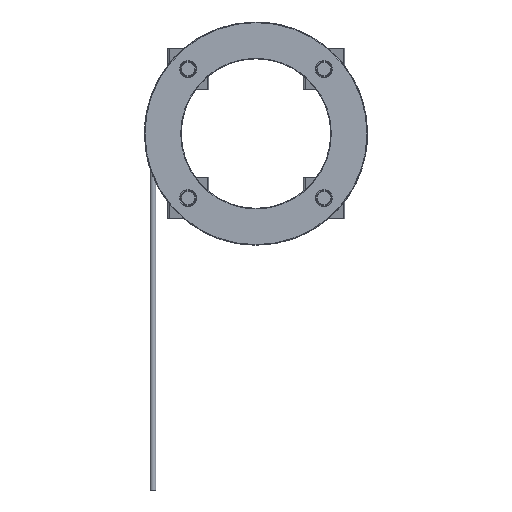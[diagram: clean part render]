
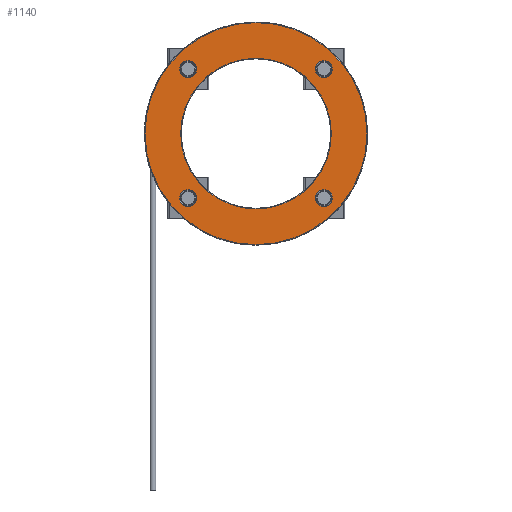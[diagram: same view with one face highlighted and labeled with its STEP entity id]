
A CAD part, front view. The second image highlights one B-rep face of the part: STEP entity #1140.
In plain terms, the highlighted planar face has unit normal (0, -1, 0).
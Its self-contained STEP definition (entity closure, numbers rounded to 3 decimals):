
#104 = EDGE_LOOP ( 'NONE', ( #196, #195 ) ) ;
#105 = ORIENTED_EDGE ( 'NONE', *, *, #126, .T. ) ;
#106 = ORIENTED_EDGE ( 'NONE', *, *, #406, .T. ) ;
#107 = EDGE_LOOP ( 'NONE', ( #106, #105 ) ) ;
#126 = EDGE_CURVE ( 'NONE', #403, #405, #1713, .T. ) ;
#164 = EDGE_CURVE ( 'NONE', #424, #472, #1850, .T. ) ;
#165 = EDGE_CURVE ( 'NONE', #453, #461, #1845, .T. ) ;
#193 = ORIENTED_EDGE ( 'NONE', *, *, #321, .T. ) ;
#194 = EDGE_LOOP ( 'NONE', ( #193, #204 ) ) ;
#195 = ORIENTED_EDGE ( 'NONE', *, *, #1070, .T. ) ;
#196 = ORIENTED_EDGE ( 'NONE', *, *, #1723, .T. ) ;
#198 = ORIENTED_EDGE ( 'NONE', *, *, #165, .T. ) ;
#204 = ORIENTED_EDGE ( 'NONE', *, *, #1840, .T. ) ;
#205 = ORIENTED_EDGE ( 'NONE', *, *, #741, .T. ) ;
#206 = ORIENTED_EDGE ( 'NONE', *, *, #377, .T. ) ;
#207 = EDGE_LOOP ( 'NONE', ( #206, #205 ) ) ;
#208 = ORIENTED_EDGE ( 'NONE', *, *, #471, .T. ) ;
#209 = ORIENTED_EDGE ( 'NONE', *, *, #164, .T. ) ;
#210 = EDGE_LOOP ( 'NONE', ( #209, #208 ) ) ;
#291 = VERTEX_POINT ( 'NONE', #2073 ) ;
#321 = EDGE_CURVE ( 'NONE', #345, #338, #2205, .T. ) ;
#338 = VERTEX_POINT ( 'NONE', #2227 ) ;
#345 = VERTEX_POINT ( 'NONE', #2219 ) ;
#376 = VERTEX_POINT ( 'NONE', #2291 ) ;
#377 = EDGE_CURVE ( 'NONE', #376, #291, #2284, .T. ) ;
#403 = VERTEX_POINT ( 'NONE', #2304 ) ;
#405 = VERTEX_POINT ( 'NONE', #2362 ) ;
#406 = EDGE_CURVE ( 'NONE', #405, #403, #2361, .T. ) ;
#424 = VERTEX_POINT ( 'NONE', #2420 ) ;
#453 = VERTEX_POINT ( 'NONE', #2474 ) ;
#455 = EDGE_CURVE ( 'NONE', #461, #453, #2473, .T. ) ;
#461 = VERTEX_POINT ( 'NONE', #2521 ) ;
#471 = EDGE_CURVE ( 'NONE', #472, #424, #2558, .T. ) ;
#472 = VERTEX_POINT ( 'NONE', #2554 ) ;
#479 = VERTEX_POINT ( 'NONE', #2536 ) ;
#741 = EDGE_CURVE ( 'NONE', #291, #376, #3205, .T. ) ;
#850 = ORIENTED_EDGE ( 'NONE', *, *, #455, .T. ) ;
#1070 = EDGE_CURVE ( 'NONE', #479, #1554, #3792, .T. ) ;
#1132 = EDGE_LOOP ( 'NONE', ( #850, #198 ) ) ;
#1140 = ADVANCED_FACE ( 'NONE', ( #3873, #3872, #3933, #3932, #3931, #3930 ), #3929, .T. ) ;
#1554 = VERTEX_POINT ( 'NONE', #3957 ) ;
#1706 = DIRECTION ( 'NONE',  ( 0., 0., 1. ) ) ;
#1707 = DIRECTION ( 'NONE',  ( 0., 1., 0. ) ) ;
#1708 = CARTESIAN_POINT ( 'NONE',  ( 35.906, 0., 34.074 ) ) ;
#1709 = AXIS2_PLACEMENT_3D ( 'NONE', #1708, #1707, #1706 ) ;
#1713 = CIRCLE ( 'NONE', #1709, 4.5 ) ;
#1723 = EDGE_CURVE ( 'NONE', #1554, #479, #3950, .T. ) ;
#1840 = EDGE_CURVE ( 'NONE', #338, #345, #3940, .T. ) ;
#1841 = DIRECTION ( 'NONE',  ( 0., 0., -1. ) ) ;
#1842 = DIRECTION ( 'NONE',  ( 0., 1., 0. ) ) ;
#1843 = CARTESIAN_POINT ( 'NONE',  ( 0., 0., 0. ) ) ;
#1844 = AXIS2_PLACEMENT_3D ( 'NONE', #1843, #1842, #1841 ) ;
#1845 = CIRCLE ( 'NONE', #1844, 39.8 ) ;
#1846 = DIRECTION ( 'NONE',  ( 0., 0., -1. ) ) ;
#1847 = DIRECTION ( 'NONE',  ( 0., -1., 0. ) ) ;
#1848 = CARTESIAN_POINT ( 'NONE',  ( 0., 0., 0. ) ) ;
#1849 = AXIS2_PLACEMENT_3D ( 'NONE', #1848, #1847, #1846 ) ;
#1850 = CIRCLE ( 'NONE', #1849, 58.7 ) ;
#2073 = CARTESIAN_POINT ( 'NONE',  ( -35.906, 0., 38.574 ) ) ;
#2201 = DIRECTION ( 'NONE',  ( 0., 0., -1. ) ) ;
#2202 = DIRECTION ( 'NONE',  ( 0., 1., 0. ) ) ;
#2203 = CARTESIAN_POINT ( 'NONE',  ( -35.906, 0., -34.074 ) ) ;
#2204 = AXIS2_PLACEMENT_3D ( 'NONE', #2203, #2202, #2201 ) ;
#2205 = CIRCLE ( 'NONE', #2204, 4.5 ) ;
#2219 = CARTESIAN_POINT ( 'NONE',  ( -35.906, 0., -38.574 ) ) ;
#2227 = CARTESIAN_POINT ( 'NONE',  ( -35.906, 0., -29.574 ) ) ;
#2281 = DIRECTION ( 'NONE',  ( 0., 0., 1. ) ) ;
#2282 = DIRECTION ( 'NONE',  ( 0., 1., 0. ) ) ;
#2283 = AXIS2_PLACEMENT_3D ( 'NONE', #2289, #2282, #2281 ) ;
#2284 = CIRCLE ( 'NONE', #2283, 4.5 ) ;
#2289 = CARTESIAN_POINT ( 'NONE',  ( -35.906, 0., 34.074 ) ) ;
#2291 = CARTESIAN_POINT ( 'NONE',  ( -35.906, 0., 29.574 ) ) ;
#2304 = CARTESIAN_POINT ( 'NONE',  ( 35.906, 0., 38.574 ) ) ;
#2357 = DIRECTION ( 'NONE',  ( 0., 0., 1. ) ) ;
#2358 = DIRECTION ( 'NONE',  ( 0., 1., 0. ) ) ;
#2359 = CARTESIAN_POINT ( 'NONE',  ( 35.906, 0., 34.074 ) ) ;
#2360 = AXIS2_PLACEMENT_3D ( 'NONE', #2359, #2358, #2357 ) ;
#2361 = CIRCLE ( 'NONE', #2360, 4.5 ) ;
#2362 = CARTESIAN_POINT ( 'NONE',  ( 35.906, 0., 29.574 ) ) ;
#2420 = CARTESIAN_POINT ( 'NONE',  ( 0., 0., 58.7 ) ) ;
#2469 = DIRECTION ( 'NONE',  ( 0., 0., -1. ) ) ;
#2470 = DIRECTION ( 'NONE',  ( 0., 1., 0. ) ) ;
#2471 = CARTESIAN_POINT ( 'NONE',  ( 0., 0., 0. ) ) ;
#2472 = AXIS2_PLACEMENT_3D ( 'NONE', #2471, #2470, #2469 ) ;
#2473 = CIRCLE ( 'NONE', #2472, 39.8 ) ;
#2474 = CARTESIAN_POINT ( 'NONE',  ( 0., 0., 39.8 ) ) ;
#2505 = CARTESIAN_POINT ( 'NONE',  ( 0., 0., 0. ) ) ;
#2521 = CARTESIAN_POINT ( 'NONE',  ( 0., 0., -39.8 ) ) ;
#2536 = CARTESIAN_POINT ( 'NONE',  ( 35.906, 0., -29.574 ) ) ;
#2554 = CARTESIAN_POINT ( 'NONE',  ( 0., 0., -58.7 ) ) ;
#2555 = DIRECTION ( 'NONE',  ( 0., 0., -1. ) ) ;
#2556 = DIRECTION ( 'NONE',  ( 0., -1., 0. ) ) ;
#2557 = AXIS2_PLACEMENT_3D ( 'NONE', #2505, #2556, #2555 ) ;
#2558 = CIRCLE ( 'NONE', #2557, 58.7 ) ;
#3201 = DIRECTION ( 'NONE',  ( 0., 0., 1. ) ) ;
#3202 = DIRECTION ( 'NONE',  ( 0., 1., 0. ) ) ;
#3203 = CARTESIAN_POINT ( 'NONE',  ( -35.906, 0., 34.074 ) ) ;
#3204 = AXIS2_PLACEMENT_3D ( 'NONE', #3203, #3202, #3201 ) ;
#3205 = CIRCLE ( 'NONE', #3204, 4.5 ) ;
#3788 = DIRECTION ( 'NONE',  ( 0., 0., -1. ) ) ;
#3789 = DIRECTION ( 'NONE',  ( 0., 1., 0. ) ) ;
#3790 = CARTESIAN_POINT ( 'NONE',  ( 35.906, 0., -34.074 ) ) ;
#3791 = AXIS2_PLACEMENT_3D ( 'NONE', #3790, #3789, #3788 ) ;
#3792 = CIRCLE ( 'NONE', #3791, 4.5 ) ;
#3872 = FACE_OUTER_BOUND ( 'NONE', #210, .T. ) ;
#3873 = FACE_BOUND ( 'NONE', #1132, .T. ) ;
#3924 = DIRECTION ( 'NONE',  ( 0., 0., -1. ) ) ;
#3925 = DIRECTION ( 'NONE',  ( 0., -1., 0. ) ) ;
#3926 = AXIS2_PLACEMENT_3D ( 'NONE', #3928, #3925, #3924 ) ;
#3928 = CARTESIAN_POINT ( 'NONE',  ( 39.5, 0., 0. ) ) ;
#3929 = PLANE ( 'NONE',  #3926 ) ;
#3930 = FACE_BOUND ( 'NONE', #194, .T. ) ;
#3931 = FACE_BOUND ( 'NONE', #104, .T. ) ;
#3932 = FACE_BOUND ( 'NONE', #107, .T. ) ;
#3933 = FACE_BOUND ( 'NONE', #207, .T. ) ;
#3936 = DIRECTION ( 'NONE',  ( 0., 0., -1. ) ) ;
#3937 = DIRECTION ( 'NONE',  ( 0., 1., 0. ) ) ;
#3938 = CARTESIAN_POINT ( 'NONE',  ( -35.906, 0., -34.074 ) ) ;
#3939 = AXIS2_PLACEMENT_3D ( 'NONE', #3938, #3937, #3936 ) ;
#3940 = CIRCLE ( 'NONE', #3939, 4.5 ) ;
#3946 = DIRECTION ( 'NONE',  ( 0., 0., -1. ) ) ;
#3947 = DIRECTION ( 'NONE',  ( 0., 1., 0. ) ) ;
#3948 = CARTESIAN_POINT ( 'NONE',  ( 35.906, 0., -34.074 ) ) ;
#3949 = AXIS2_PLACEMENT_3D ( 'NONE', #3948, #3947, #3946 ) ;
#3950 = CIRCLE ( 'NONE', #3949, 4.5 ) ;
#3957 = CARTESIAN_POINT ( 'NONE',  ( 35.906, 0., -38.574 ) ) ;
